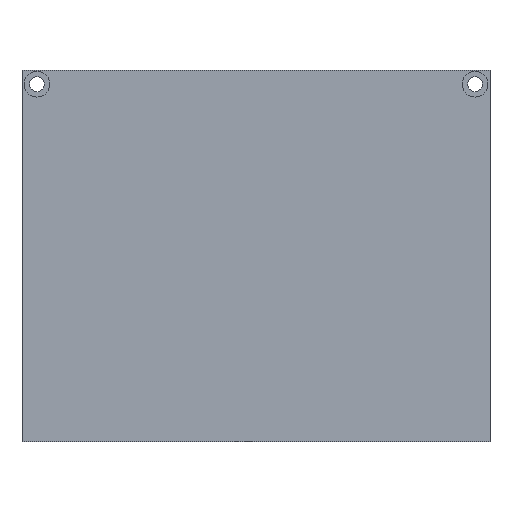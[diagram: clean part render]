
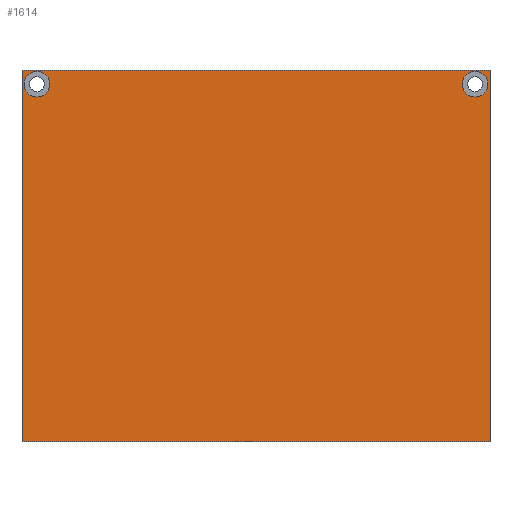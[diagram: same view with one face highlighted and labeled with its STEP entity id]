
A CAD part, front view. The second image highlights one B-rep face of the part: STEP entity #1614.
In plain terms, the highlighted planar face has unit normal (0, -1, 0).
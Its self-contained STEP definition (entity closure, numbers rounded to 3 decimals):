
#625=CARTESIAN_POINT('Vertex',(50.2,-43.35,0.)) ;
#628=CARTESIAN_POINT('Line Origine',(0.,-43.35,0.)) ;
#632=CARTESIAN_POINT('Vertex',(-50.2,-43.35,0.)) ;
#1320=CARTESIAN_POINT('Line Origine',(-50.2,-43.35,39.85)) ;
#1324=CARTESIAN_POINT('Vertex',(-50.2,-43.35,79.7)) ;
#1355=CARTESIAN_POINT('Line Origine',(0.,-43.35,79.7)) ;
#1359=CARTESIAN_POINT('Vertex',(50.2,-43.35,79.7)) ;
#1418=CARTESIAN_POINT('Line Origine',(50.2,-43.35,39.85)) ;
#1567=CARTESIAN_POINT('Axis2P3D Location',(50.2,-43.35,0.)) ;
#1578=CARTESIAN_POINT('Axis2P3D Location',(-47.,-43.35,76.7)) ;
#1582=CARTESIAN_POINT('Vertex',(-49.75,-43.35,76.7)) ;
#1584=CARTESIAN_POINT('Vertex',(-44.25,-43.35,76.7)) ;
#1587=CARTESIAN_POINT('Axis2P3D Location',(-47.,-43.35,76.7)) ;
#1596=CARTESIAN_POINT('Axis2P3D Location',(47.,-43.35,76.7)) ;
#1600=CARTESIAN_POINT('Vertex',(44.25,-43.35,76.7)) ;
#1602=CARTESIAN_POINT('Vertex',(49.75,-43.35,76.7)) ;
#1605=CARTESIAN_POINT('Axis2P3D Location',(47.,-43.35,76.7)) ;
#629=DIRECTION('Vector Direction',(-1.,0.,0.)) ;
#1321=DIRECTION('Vector Direction',(0.,0.,-1.)) ;
#1356=DIRECTION('Vector Direction',(1.,0.,0.)) ;
#1419=DIRECTION('Vector Direction',(0.,0.,1.)) ;
#1568=DIRECTION('Axis2P3D Direction',(0.,1.,-0.)) ;
#1569=DIRECTION('Axis2P3D XDirection',(-1.,0.,0.)) ;
#1579=DIRECTION('Axis2P3D Direction',(0.,1.,-0.)) ;
#1588=DIRECTION('Axis2P3D Direction',(0.,1.,-0.)) ;
#1597=DIRECTION('Axis2P3D Direction',(0.,1.,-0.)) ;
#1606=DIRECTION('Axis2P3D Direction',(0.,1.,-0.)) ;
#1570=AXIS2_PLACEMENT_3D('Plane Axis2P3D',#1567,#1568,#1569) ;
#1580=AXIS2_PLACEMENT_3D('Circle Axis2P3D',#1578,#1579,$) ;
#1589=AXIS2_PLACEMENT_3D('Circle Axis2P3D',#1587,#1588,$) ;
#1598=AXIS2_PLACEMENT_3D('Circle Axis2P3D',#1596,#1597,$) ;
#1607=AXIS2_PLACEMENT_3D('Circle Axis2P3D',#1605,#1606,$) ;
#1573=ORIENTED_EDGE('',*,*,#1326,.T.) ;
#1574=ORIENTED_EDGE('',*,*,#634,.T.) ;
#1575=ORIENTED_EDGE('',*,*,#1422,.T.) ;
#1576=ORIENTED_EDGE('',*,*,#1361,.T.) ;
#1593=ORIENTED_EDGE('',*,*,#1586,.F.) ;
#1594=ORIENTED_EDGE('',*,*,#1591,.F.) ;
#1611=ORIENTED_EDGE('',*,*,#1604,.F.) ;
#1612=ORIENTED_EDGE('',*,*,#1609,.F.) ;
#1595=FACE_BOUND('',#1592,.T.) ;
#1613=FACE_BOUND('',#1610,.T.) ;
#630=VECTOR('Line Direction',#629,1.) ;
#1322=VECTOR('Line Direction',#1321,1.) ;
#1357=VECTOR('Line Direction',#1356,1.) ;
#1420=VECTOR('Line Direction',#1419,1.) ;
#1614=ADVANCED_FACE('\X2\96F64EF651E04F554F53\X0\',(#1577,#1595,#1613),#1571,.F.) ;
#1581=CIRCLE('generated circle',#1580,2.75) ;
#1590=CIRCLE('generated circle',#1589,2.75) ;
#1599=CIRCLE('generated circle',#1598,2.75) ;
#1608=CIRCLE('generated circle',#1607,2.75) ;
#634=EDGE_CURVE('',#633,#626,#631,.F.) ;
#1326=EDGE_CURVE('',#1325,#633,#1323,.T.) ;
#1361=EDGE_CURVE('',#1360,#1325,#1358,.F.) ;
#1422=EDGE_CURVE('',#626,#1360,#1421,.T.) ;
#1586=EDGE_CURVE('',#1583,#1585,#1581,.F.) ;
#1591=EDGE_CURVE('',#1585,#1583,#1590,.F.) ;
#1604=EDGE_CURVE('',#1601,#1603,#1599,.F.) ;
#1609=EDGE_CURVE('',#1603,#1601,#1608,.F.) ;
#1572=EDGE_LOOP('',(#1573,#1574,#1575,#1576)) ;
#1592=EDGE_LOOP('',(#1593,#1594)) ;
#1610=EDGE_LOOP('',(#1611,#1612)) ;
#1577=FACE_OUTER_BOUND('',#1572,.T.) ;
#631=LINE('Line',#628,#630) ;
#1323=LINE('Line',#1320,#1322) ;
#1358=LINE('Line',#1355,#1357) ;
#1421=LINE('Line',#1418,#1420) ;
#1571=PLANE('Plane',#1570) ;
#626=VERTEX_POINT('',#625) ;
#633=VERTEX_POINT('',#632) ;
#1325=VERTEX_POINT('',#1324) ;
#1360=VERTEX_POINT('',#1359) ;
#1583=VERTEX_POINT('',#1582) ;
#1585=VERTEX_POINT('',#1584) ;
#1601=VERTEX_POINT('',#1600) ;
#1603=VERTEX_POINT('',#1602) ;
